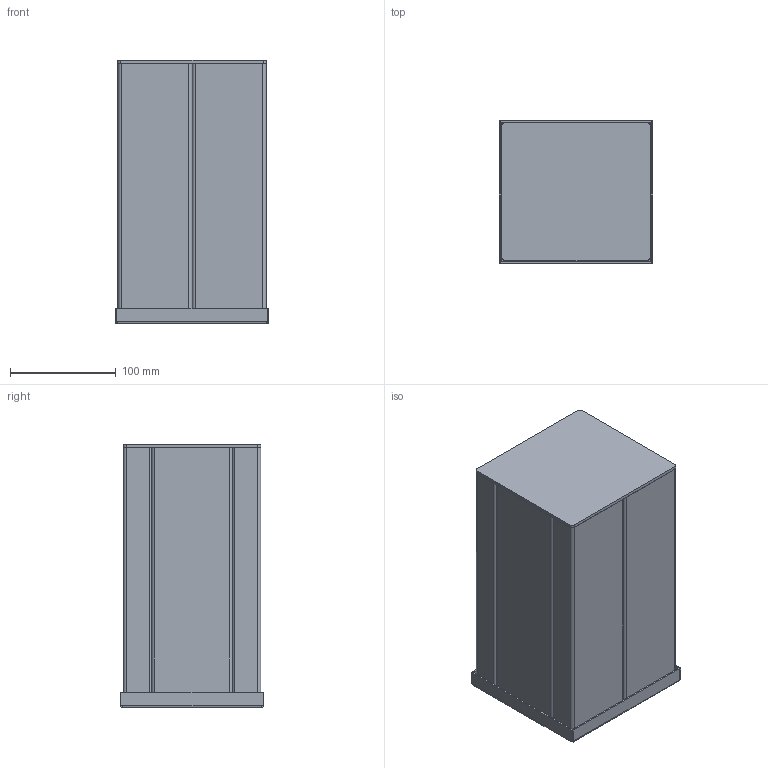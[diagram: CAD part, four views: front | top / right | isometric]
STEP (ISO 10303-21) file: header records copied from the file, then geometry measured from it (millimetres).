
FILE_DESCRIPTION (( 'STEP AP214' ), '1' );
FILE_NAME ('6290020.stp', '2016-06-30T06:44:27', ( '' ), ( '' ), 'SwSTEP 2.0', 'SolidWorks 2014', '' );
FILE_SCHEMA (( 'AUTOMOTIVE_DESIGN' ));
Length unit declared in the file: millimetre
Products named in the file (8): 013127_L=245; 030909_L=240; 031723_Standard; 031726T1_Standard; 026360_L=240; 031725_Standard; 6290020; 031726_Standard
Assembly tree (9 placements, depth 3):
  6290020
    031726_Standard
      031726T1_Standard
    013127_L=245  x2
    030909_L=240  x2
      026360_L=240
    031725_Standard
      031723_Standard
Bounding box: 145 x 135 x 249.4 mm (x, y, z)
Volume: 500872.1 mm3; surface area: 529267.2 mm2
Topology: 6 solids, 6 shells, 236 faces, 640 edges, 416 vertices
Faces by surface type: plane 148, cylinder 88
Entity records: 5006 total; most frequent: DIRECTION 844, CARTESIAN_POINT 835, ORIENTED_EDGE 812, EDGE_CURVE 406, LINE 306, VECTOR 306, AXIS2_PLACEMENT_3D 269, VERTEX_POINT 260
